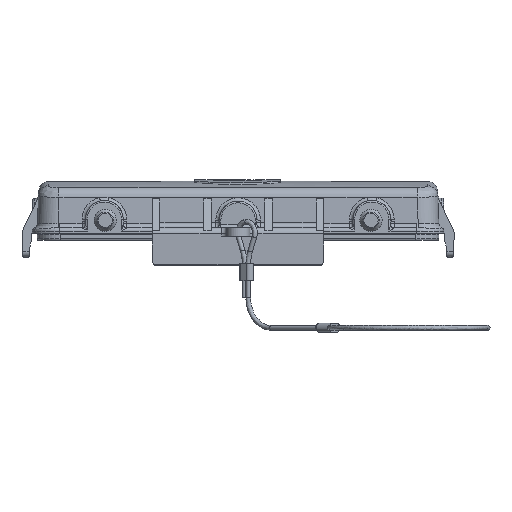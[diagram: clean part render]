
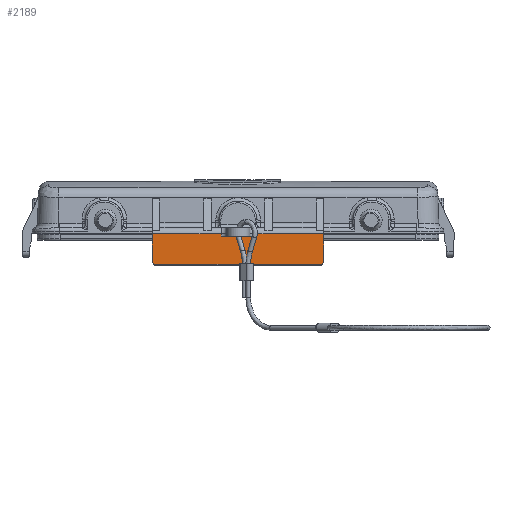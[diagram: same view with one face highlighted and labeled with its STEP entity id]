
A CAD part, front view. The second image highlights one B-rep face of the part: STEP entity #2189.
In plain terms, the highlighted planar face has unit normal (0, -1, -0.026).
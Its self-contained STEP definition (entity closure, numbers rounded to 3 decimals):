
#165=ELLIPSE('',#13829,1.501,1.5);
#166=ELLIPSE('',#13830,1.501,1.5);
#1463=FACE_OUTER_BOUND('',#3155,.T.);
#1926=PLANE('',#13831);
#2189=ADVANCED_FACE('',(#1463),#1926,.F.);
#3155=EDGE_LOOP('',(#4362,#4363,#4364,#4365,#4366,#4367,#4368,#4369,#4370,
#4371));
#4362=ORIENTED_EDGE('',*,*,#7887,.T.);
#4363=ORIENTED_EDGE('',*,*,#7895,.T.);
#4364=ORIENTED_EDGE('',*,*,#7896,.T.);
#4365=ORIENTED_EDGE('',*,*,#7897,.T.);
#4366=ORIENTED_EDGE('',*,*,#7875,.T.);
#4367=ORIENTED_EDGE('',*,*,#7898,.T.);
#4368=ORIENTED_EDGE('',*,*,#7899,.T.);
#4369=ORIENTED_EDGE('',*,*,#7900,.F.);
#4370=ORIENTED_EDGE('',*,*,#7901,.T.);
#4371=ORIENTED_EDGE('',*,*,#7902,.F.);
#6878=VERTEX_POINT('',#23280);
#6879=VERTEX_POINT('',#23281);
#6890=VERTEX_POINT('',#23304);
#6891=VERTEX_POINT('',#23306);
#6898=VERTEX_POINT('',#23322);
#6899=VERTEX_POINT('',#23324);
#6900=VERTEX_POINT('',#23327);
#6901=VERTEX_POINT('',#23329);
#6902=VERTEX_POINT('',#23331);
#6903=VERTEX_POINT('',#23333);
#7875=EDGE_CURVE('',#6878,#6879,#11426,.T.);
#7887=EDGE_CURVE('',#6891,#6890,#11432,.T.);
#7895=EDGE_CURVE('',#6890,#6898,#11436,.T.);
#7896=EDGE_CURVE('',#6898,#6899,#11437,.T.);
#7897=EDGE_CURVE('',#6899,#6878,#11438,.T.);
#7898=EDGE_CURVE('',#6879,#6900,#11439,.T.);
#7899=EDGE_CURVE('',#6900,#6901,#165,.T.);
#7900=EDGE_CURVE('',#6902,#6901,#11440,.T.);
#7901=EDGE_CURVE('',#6902,#6903,#166,.T.);
#7902=EDGE_CURVE('',#6891,#6903,#11441,.T.);
#11426=LINE('',#23279,#12066);
#11432=LINE('',#23305,#12072);
#11436=LINE('',#23321,#12076);
#11437=LINE('',#23323,#12077);
#11438=LINE('',#23325,#12078);
#11439=LINE('',#23326,#12079);
#11440=LINE('',#23330,#12080);
#11441=LINE('',#23334,#12081);
#12066=VECTOR('',#15183,1.);
#12072=VECTOR('',#15203,1.);
#12076=VECTOR('',#15217,1.);
#12077=VECTOR('',#15218,1.);
#12078=VECTOR('',#15219,1.);
#12079=VECTOR('',#15220,1.);
#12080=VECTOR('',#15223,1.);
#12081=VECTOR('',#15226,1.);
#13829=AXIS2_PLACEMENT_3D('',#23328,#15221,#15222);
#13830=AXIS2_PLACEMENT_3D('',#23332,#15224,#15225);
#13831=AXIS2_PLACEMENT_3D('',#23335,#15227,#15228);
#15183=DIRECTION('',(-1.,0.,0.));
#15203=DIRECTION('',(-1.,0.,0.));
#15217=DIRECTION('',(0.,0.026,-1.));
#15218=DIRECTION('',(-1.,0.,0.));
#15219=DIRECTION('',(0.,-0.026,1.));
#15220=DIRECTION('',(0.,0.026,-1.));
#15221=DIRECTION('',(0.,-1.,-0.026));
#15222=DIRECTION('',(0.,0.026,-1.));
#15223=DIRECTION('',(-1.,0.,0.));
#15224=DIRECTION('',(0.,-1.,-0.026));
#15225=DIRECTION('',(0.,-0.026,1.));
#15226=DIRECTION('',(0.,0.026,-1.));
#15227=DIRECTION('',(0.,1.,0.026));
#15228=DIRECTION('',(0.,-0.026,1.));
#23279=CARTESIAN_POINT('',(25.,-24.782,-0.045));
#23280=CARTESIAN_POINT('',(-4.9,-24.782,-0.045));
#23281=CARTESIAN_POINT('',(-25.,-24.782,-0.045));
#23304=CARTESIAN_POINT('',(4.9,-24.782,-0.045));
#23305=CARTESIAN_POINT('',(25.,-24.782,-0.045));
#23306=CARTESIAN_POINT('',(25.,-24.782,-0.045));
#23321=CARTESIAN_POINT('',(4.9,-24.762,-0.8));
#23322=CARTESIAN_POINT('',(4.9,-24.762,-0.8));
#23323=CARTESIAN_POINT('',(25.,-24.762,-0.8));
#23324=CARTESIAN_POINT('',(-4.9,-24.762,-0.8));
#23325=CARTESIAN_POINT('',(-4.9,-24.782,-0.045));
#23326=CARTESIAN_POINT('',(-25.,-24.782,-0.045));
#23327=CARTESIAN_POINT('',(-25.,-24.577,-7.9));
#23328=CARTESIAN_POINT('',(-23.5,-24.577,-7.9));
#23329=CARTESIAN_POINT('',(-24.606,-24.55,-8.913));
#23330=CARTESIAN_POINT('',(25.,-24.55,-8.913));
#23331=CARTESIAN_POINT('',(24.606,-24.55,-8.913));
#23332=CARTESIAN_POINT('',(23.5,-24.577,-7.9));
#23333=CARTESIAN_POINT('',(25.,-24.577,-7.9));
#23334=CARTESIAN_POINT('',(25.,-24.782,-0.045));
#23335=CARTESIAN_POINT('',(25.,-24.782,-0.045));
